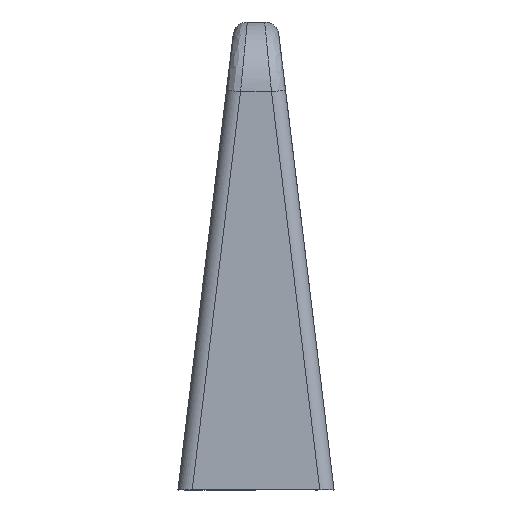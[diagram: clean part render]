
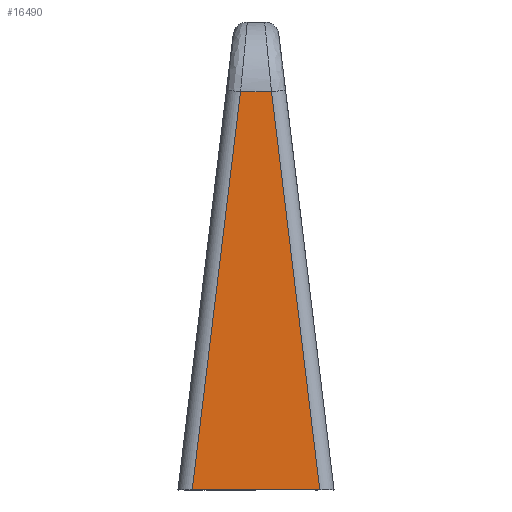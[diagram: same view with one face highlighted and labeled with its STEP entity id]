
A CAD part, left-side view. The second image highlights one B-rep face of the part: STEP entity #16490.
In plain terms, the highlighted planar face has unit normal (-1, 0, 0.018).
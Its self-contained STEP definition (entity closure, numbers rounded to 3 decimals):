
#670=CARTESIAN_POINT('',(-84.51,1.09,
28.087));
#680=VERTEX_POINT('',#670);
#2790=CARTESIAN_POINT('',(-85.,4.495,0.));
#2800=VERTEX_POINT('',#2790);
#2900=CARTESIAN_POINT('',(-85.,4.493,
0.017));
#2910=DIRECTION('',(-0.017,0.12,
-0.993));
#2920=VECTOR('',#2910,1.);
#2930=LINE('',#2900,#2920);
#2940=EDGE_CURVE('',#680,#2800,#2930,.T.);
#6920=CARTESIAN_POINT('',(-85.,0.,0.));
#6930=DIRECTION('',(0.,1.,0.));
#6940=VECTOR('',#6930,1000.);
#6950=LINE('',#6920,#6940);
#6960=CARTESIAN_POINT('',(-85.,-4.495,0.));
#6970=VERTEX_POINT('',#6960);
#6980=EDGE_CURVE('',#6970,#2800,#6950,.T.);
#15760=CARTESIAN_POINT('',(-84.51,-1.09,
28.087));
#15770=VERTEX_POINT('',#15760);
#15800=CARTESIAN_POINT('',(-84.51,0.,28.087));
#15810=DIRECTION('',(0.,-1.,0.));
#15820=VECTOR('',#15810,1.);
#15830=LINE('',#15800,#15820);
#15840=EDGE_CURVE('',#680,#15770,#15830,.T.);
#16330=CARTESIAN_POINT('',(-85.,0.,0.));
#16340=DIRECTION('',(1.,0.,-0.017));
#16350=DIRECTION('',(0.,-1.,0.));
#16360=AXIS2_PLACEMENT_3D('',#16330,#16340,#16350);
#16370=PLANE('',#16360);
#16380=ORIENTED_EDGE('',*,*,#15840,.F.);
#16390=CARTESIAN_POINT('',(-85.,-4.493,
0.017));
#16400=DIRECTION('',(0.017,0.12,
0.993));
#16410=VECTOR('',#16400,1.);
#16420=LINE('',#16390,#16410);
#16430=EDGE_CURVE('',#6970,#15770,#16420,.T.);
#16440=ORIENTED_EDGE('',*,*,#16430,.T.);
#16450=ORIENTED_EDGE('',*,*,#6980,.F.);
#16460=ORIENTED_EDGE('',*,*,#2940,.T.);
#16470=EDGE_LOOP('',(#16460,#16450,#16440,#16380));
#16480=FACE_OUTER_BOUND('',#16470,.T.);
#16490=ADVANCED_FACE('',(#16480),#16370,.F.);
